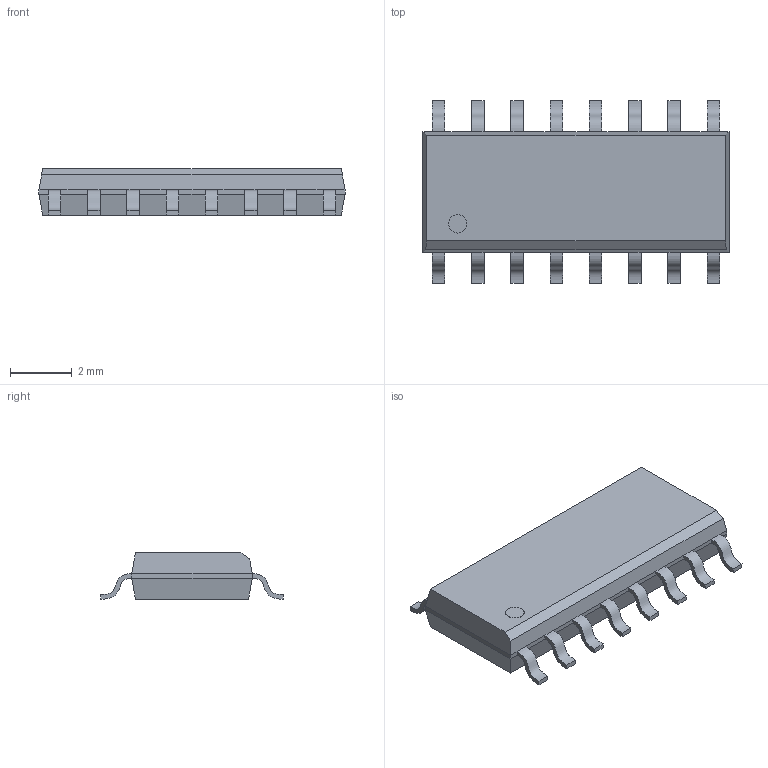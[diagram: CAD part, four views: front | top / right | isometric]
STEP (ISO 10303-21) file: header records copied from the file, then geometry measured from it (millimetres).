
FILE_DESCRIPTION (( 'STEP AP214' ), '1' );
FILE_NAME ('SOIC16.STEP', '2023-07-14T12:38:07', ( 'user' ), ( '' ), 'SwSTEP 2.0', 'SolidWorks 2012', '' );
FILE_SCHEMA (( 'AUTOMOTIVE_DESIGN' ));
Length unit declared in the file: millimetre
Products named in the file (1): SOIC16
Bounding box: 9.9 x 5.9 x 1.5 mm (x, y, z)
Volume: 56.8 mm3; surface area: 134.4 mm2
Topology: 1 solids, 1 shells, 106 faces, 253 edges, 150 vertices
Faces by surface type: plane 72, bspline 32, cylinder 2
Entity records: 6510 total; most frequent: CARTESIAN_POINT 3129, ORIENTED_EDGE 506, DIRECTION 334, EDGE_CURVE 253, VECTOR 176, LINE 176, VERTEX_POINT 150, UNCERTAINTY_MEASURE_WITH_UNIT 109
